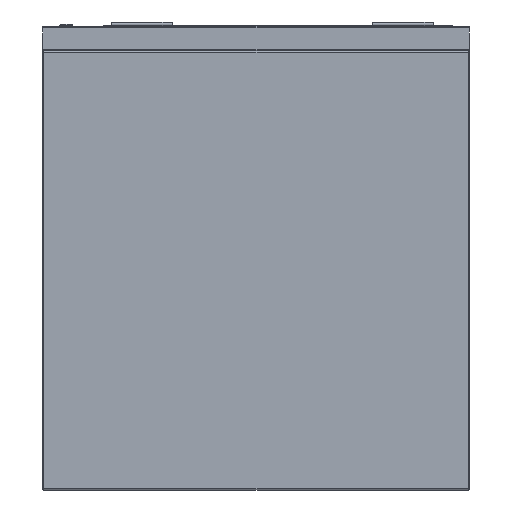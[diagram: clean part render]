
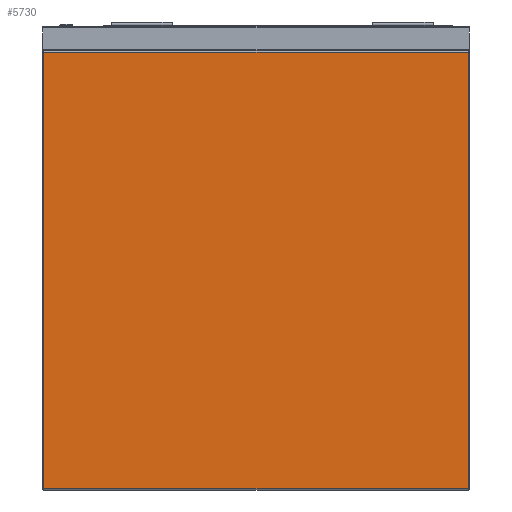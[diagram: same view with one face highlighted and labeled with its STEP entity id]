
A CAD part, left-side view. The second image highlights one B-rep face of the part: STEP entity #5730.
In plain terms, the highlighted planar face has unit normal (-1, 0, 0).
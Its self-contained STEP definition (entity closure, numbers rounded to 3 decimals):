
#1309 = CARTESIAN_POINT ( 'NONE',  ( -1030., -350., -758. ) ) ;
#1565 = DIRECTION ( 'NONE',  ( 0., 1., 0. ) ) ;
#1780 = DIRECTION ( 'NONE',  ( 0., 0., -1. ) ) ;
#2374 = VECTOR ( 'NONE', #1565, 1000. ) ;
#2485 = EDGE_CURVE ( 'NONE', #11856, #16800, #9176, .T. ) ;
#2771 = VECTOR ( 'NONE', #10431, 1000. ) ;
#3253 = DIRECTION ( 'NONE',  ( -1., 0., 0. ) ) ;
#4474 = FACE_OUTER_BOUND ( 'NONE', #12861, .T. ) ;
#4575 = PLANE ( 'NONE',  #5762 ) ;
#4604 = ORIENTED_EDGE ( 'NONE', *, *, #12693, .T. ) ;
#4828 = CARTESIAN_POINT ( 'NONE',  ( -1030., 348., -760. ) ) ;
#5129 = ORIENTED_EDGE ( 'NONE', *, *, #18166, .T. ) ;
#5730 = ADVANCED_FACE ( 'Fl�che7', ( #4474 ), #4575, .T. ) ;
#5762 = AXIS2_PLACEMENT_3D ( 'NONE', #9228, #3253, #10750 ) ;
#6194 = LINE ( 'NONE', #7624, #2374 ) ;
#7547 = CARTESIAN_POINT ( 'NONE',  ( -1030., 348., -42. ) ) ;
#7580 = VECTOR ( 'NONE', #1780, 1000. ) ;
#7624 = CARTESIAN_POINT ( 'NONE',  ( -1030., 350., -42. ) ) ;
#8040 = EDGE_CURVE ( 'NONE', #10982, #11856, #6194, .T. ) ;
#9176 = LINE ( 'NONE', #4828, #7580 ) ;
#9228 = CARTESIAN_POINT ( 'NONE',  ( -1030., -350., -760. ) ) ;
#10431 = DIRECTION ( 'NONE',  ( 0., -1., 0. ) ) ;
#10750 = DIRECTION ( 'NONE',  ( 0., 0., 1. ) ) ;
#10982 = VERTEX_POINT ( 'NONE', #17803 ) ;
#11856 = VERTEX_POINT ( 'NONE', #7547 ) ;
#12613 = VERTEX_POINT ( 'NONE', #17473 ) ;
#12693 = EDGE_CURVE ( 'NONE', #12613, #10982, #19812, .T. ) ;
#12861 = EDGE_LOOP ( 'NONE', ( #4604, #13999, #18087, #5129 ) ) ;
#13318 = CARTESIAN_POINT ( 'NONE',  ( -1030., -348., -760. ) ) ;
#13413 = DIRECTION ( 'NONE',  ( 0., 0., 1. ) ) ;
#13999 = ORIENTED_EDGE ( 'NONE', *, *, #8040, .T. ) ;
#14084 = CARTESIAN_POINT ( 'NONE',  ( -1030., 348., -758. ) ) ;
#16800 = VERTEX_POINT ( 'NONE', #14084 ) ;
#17473 = CARTESIAN_POINT ( 'NONE',  ( -1030., -348., -758. ) ) ;
#17803 = CARTESIAN_POINT ( 'NONE',  ( -1030., -348., -42. ) ) ;
#18087 = ORIENTED_EDGE ( 'NONE', *, *, #2485, .T. ) ;
#18166 = EDGE_CURVE ( 'NONE', #16800, #12613, #19581, .T. ) ;
#19354 = VECTOR ( 'NONE', #13413, 1000. ) ;
#19581 = LINE ( 'NONE', #1309, #2771 ) ;
#19812 = LINE ( 'NONE', #13318, #19354 ) ;
